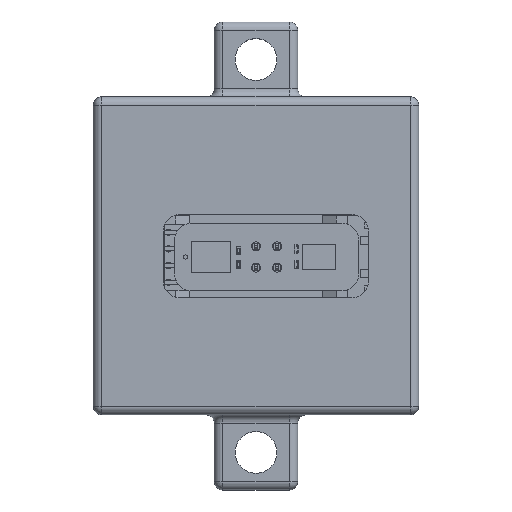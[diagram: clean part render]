
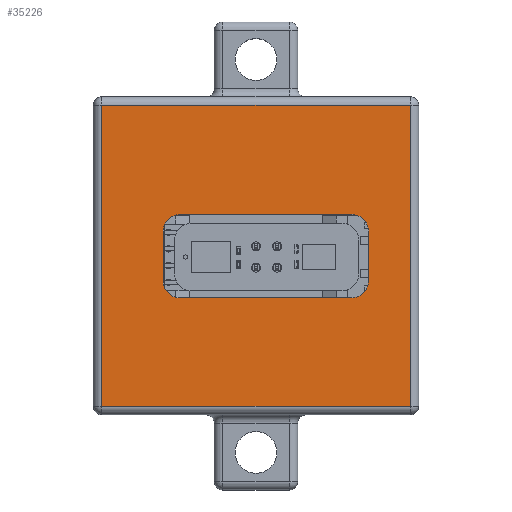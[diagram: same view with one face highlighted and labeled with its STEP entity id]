
A CAD part, top view. The second image highlights one B-rep face of the part: STEP entity #35226.
In plain terms, the highlighted planar face has unit normal (0, 0, 1).
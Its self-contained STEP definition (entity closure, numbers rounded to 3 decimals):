
#1832=FACE_BOUND('',#6632,.T.);
#2455=CIRCLE('',#38039,2.);
#2456=CIRCLE('',#38042,2.);
#2469=CIRCLE('',#38069,2.);
#2470=CIRCLE('',#38072,2.);
#4652=FACE_OUTER_BOUND('',#6631,.T.);
#6631=EDGE_LOOP('',(#31687,#31688,#31689,#31690));
#6632=EDGE_LOOP('',(#31691,#31692,#31693,#31694,#31695,#31696,#31697,#31698));
#10532=LINE('',#60390,#14494);
#10536=LINE('',#60399,#14498);
#10564=LINE('',#60484,#14526);
#10567=LINE('',#60491,#14529);
#10579=LINE('',#60531,#14541);
#10580=LINE('',#60541,#14542);
#10581=LINE('',#60543,#14543);
#10582=LINE('',#60545,#14544);
#14494=VECTOR('',#46947,10.);
#14498=VECTOR('',#46957,10.);
#14526=VECTOR('',#47045,10.);
#14529=VECTOR('',#47054,10.);
#14541=VECTOR('',#47102,10.);
#14542=VECTOR('',#47117,10.);
#14543=VECTOR('',#47120,10.);
#14544=VECTOR('',#47123,10.);
#17795=VERTEX_POINT('',#60387);
#17796=VERTEX_POINT('',#60389);
#17797=VERTEX_POINT('',#60393);
#17798=VERTEX_POINT('',#60397);
#17799=VERTEX_POINT('',#60401);
#17824=VERTEX_POINT('',#60479);
#17825=VERTEX_POINT('',#60483);
#17826=VERTEX_POINT('',#60487);
#17834=VERTEX_POINT('',#60519);
#17836=VERTEX_POINT('',#60527);
#17837=VERTEX_POINT('',#60533);
#17838=VERTEX_POINT('',#60537);
#22509=EDGE_CURVE('',#17796,#17795,#10532,.T.);
#22512=EDGE_CURVE('',#17795,#17797,#2455,.T.);
#22514=EDGE_CURVE('',#17797,#17798,#10536,.T.);
#22516=EDGE_CURVE('',#17798,#17799,#2456,.T.);
#22554=EDGE_CURVE('',#17824,#17796,#2469,.T.);
#22556=EDGE_CURVE('',#17825,#17824,#10564,.T.);
#22558=EDGE_CURVE('',#17826,#17825,#2470,.T.);
#22560=EDGE_CURVE('',#17799,#17826,#10567,.T.);
#22580=EDGE_CURVE('',#17834,#17836,#10579,.T.);
#22585=EDGE_CURVE('',#17836,#17838,#10580,.T.);
#22586=EDGE_CURVE('',#17838,#17837,#10581,.T.);
#22587=EDGE_CURVE('',#17837,#17834,#10582,.T.);
#31687=ORIENTED_EDGE('',*,*,#22580,.F.);
#31688=ORIENTED_EDGE('',*,*,#22587,.F.);
#31689=ORIENTED_EDGE('',*,*,#22586,.F.);
#31690=ORIENTED_EDGE('',*,*,#22585,.F.);
#31691=ORIENTED_EDGE('',*,*,#22516,.T.);
#31692=ORIENTED_EDGE('',*,*,#22560,.T.);
#31693=ORIENTED_EDGE('',*,*,#22558,.T.);
#31694=ORIENTED_EDGE('',*,*,#22556,.T.);
#31695=ORIENTED_EDGE('',*,*,#22554,.T.);
#31696=ORIENTED_EDGE('',*,*,#22509,.T.);
#31697=ORIENTED_EDGE('',*,*,#22512,.T.);
#31698=ORIENTED_EDGE('',*,*,#22514,.T.);
#33489=PLANE('',#38101);
#35226=ADVANCED_FACE('',(#4652,#1832),#33489,.T.);
#38039=AXIS2_PLACEMENT_3D('',#60395,#46952,#46953);
#38042=AXIS2_PLACEMENT_3D('',#60403,#46961,#46962);
#38069=AXIS2_PLACEMENT_3D('',#60480,#47040,#47041);
#38072=AXIS2_PLACEMENT_3D('',#60488,#47049,#47050);
#38101=AXIS2_PLACEMENT_3D('',#60547,#47125,#47126);
#46947=DIRECTION('',(0.,-1.,0.));
#46952=DIRECTION('center_axis',(0.,0.,-1.));
#46953=DIRECTION('ref_axis',(0.,-1.,0.));
#46957=DIRECTION('',(-1.,0.,0.));
#46961=DIRECTION('center_axis',(0.,0.,-1.));
#46962=DIRECTION('ref_axis',(-1.,0.,0.));
#47040=DIRECTION('center_axis',(0.,0.,-1.));
#47041=DIRECTION('ref_axis',(1.,0.,0.));
#47045=DIRECTION('',(1.,0.,0.));
#47049=DIRECTION('center_axis',(0.,0.,-1.));
#47050=DIRECTION('ref_axis',(0.,1.,0.));
#47054=DIRECTION('',(0.,1.,0.));
#47102=DIRECTION('',(1.,0.,0.));
#47117=DIRECTION('',(0.,-1.,0.));
#47120=DIRECTION('',(-1.,0.,0.));
#47123=DIRECTION('',(0.,1.,0.));
#47125=DIRECTION('center_axis',(0.,0.,1.));
#47126=DIRECTION('ref_axis',(1.,0.,0.));
#60387=CARTESIAN_POINT('',(32.,16.,20.));
#60389=CARTESIAN_POINT('',(32.,22.,20.));
#60390=CARTESIAN_POINT('',(32.,20.525,20.));
#60393=CARTESIAN_POINT('',(30.,14.,20.));
#60395=CARTESIAN_POINT('Origin',(30.,16.,20.));
#60397=CARTESIAN_POINT('',(9.367,14.,20.));
#60399=CARTESIAN_POINT('',(24.25,14.,20.));
#60401=CARTESIAN_POINT('',(7.367,16.,20.));
#60403=CARTESIAN_POINT('Origin',(9.367,16.,20.));
#60479=CARTESIAN_POINT('',(30.,24.,20.));
#60480=CARTESIAN_POINT('Origin',(30.,22.,20.));
#60483=CARTESIAN_POINT('',(9.367,24.,20.));
#60484=CARTESIAN_POINT('',(13.933,24.,20.));
#60487=CARTESIAN_POINT('',(7.367,22.,20.));
#60488=CARTESIAN_POINT('Origin',(9.367,22.,20.));
#60491=CARTESIAN_POINT('',(7.367,17.525,20.));
#60519=CARTESIAN_POINT('',(0.,37.1,20.));
#60527=CARTESIAN_POINT('',(37.,37.1,20.));
#60531=CARTESIAN_POINT('',(28.25,37.1,20.));
#60533=CARTESIAN_POINT('',(0.,1.,20.));
#60537=CARTESIAN_POINT('',(37.,1.,20.));
#60541=CARTESIAN_POINT('',(37.,9.525,20.));
#60543=CARTESIAN_POINT('',(8.75,1.,20.));
#60545=CARTESIAN_POINT('',(0.,28.575,20.));
#60547=CARTESIAN_POINT('Origin',(18.5,19.05,20.));
